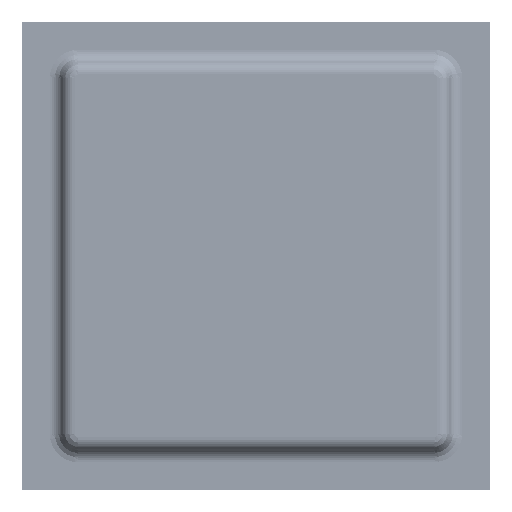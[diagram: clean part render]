
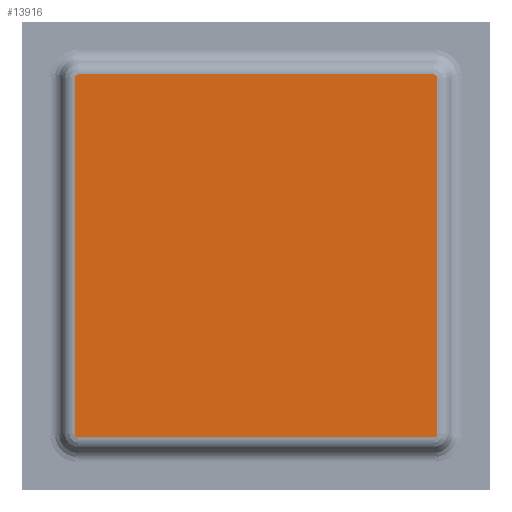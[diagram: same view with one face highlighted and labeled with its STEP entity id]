
A CAD part, top view. The second image highlights one B-rep face of the part: STEP entity #13916.
In plain terms, the highlighted face is planar.
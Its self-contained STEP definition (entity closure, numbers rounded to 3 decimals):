
#12440=CARTESIAN_POINT('',(9.307,1.4,-9.125));
#12441=CARTESIAN_POINT('',(9.307,1.4,-9.129));
#12442=CARTESIAN_POINT('',(9.307,1.4,-9.137));
#12443=CARTESIAN_POINT('',(9.306,1.4,-9.151));
#12444=CARTESIAN_POINT('',(9.303,1.4,-9.165));
#12445=CARTESIAN_POINT('',(9.299,1.4,-9.179));
#12446=CARTESIAN_POINT('',(9.294,1.4,-9.193));
#12447=CARTESIAN_POINT('',(9.288,1.4,-9.207));
#12448=CARTESIAN_POINT('',(9.281,1.4,-9.219));
#12449=CARTESIAN_POINT('',(9.273,1.4,-9.232));
#12450=CARTESIAN_POINT('',(9.264,1.4,-9.243));
#12451=CARTESIAN_POINT('',(9.254,1.4,-9.254));
#12452=CARTESIAN_POINT('',(9.243,1.4,-9.264));
#12453=CARTESIAN_POINT('',(9.232,1.4,-9.273));
#12454=CARTESIAN_POINT('',(9.219,1.4,-9.281));
#12455=CARTESIAN_POINT('',(9.207,1.4,-9.288));
#12456=CARTESIAN_POINT('',(9.193,1.4,-9.294));
#12457=CARTESIAN_POINT('',(9.179,1.4,-9.299));
#12458=CARTESIAN_POINT('',(9.165,1.4,-9.303));
#12459=CARTESIAN_POINT('',(9.151,1.4,-9.306));
#12460=CARTESIAN_POINT('',(9.137,1.4,-9.307));
#12461=CARTESIAN_POINT('',(9.129,1.4,-9.307));
#12462=CARTESIAN_POINT('',(9.125,1.4,-9.307));
#12467=DIRECTION('',(0.,0.,-1.));
#12468=VECTOR('',#12467,18.25);
#12469=CARTESIAN_POINT('',(9.307,1.4,9.125));
#12470=LINE('',#12469,#12468);
#12474=CARTESIAN_POINT('',(9.125,1.4,9.307));
#12475=CARTESIAN_POINT('',(9.129,1.4,9.307));
#12476=CARTESIAN_POINT('',(9.137,1.4,9.307));
#12477=CARTESIAN_POINT('',(9.151,1.4,9.306));
#12478=CARTESIAN_POINT('',(9.165,1.4,9.303));
#12479=CARTESIAN_POINT('',(9.179,1.4,9.299));
#12480=CARTESIAN_POINT('',(9.193,1.4,9.294));
#12481=CARTESIAN_POINT('',(9.207,1.4,9.288));
#12482=CARTESIAN_POINT('',(9.219,1.4,9.281));
#12483=CARTESIAN_POINT('',(9.232,1.4,9.273));
#12484=CARTESIAN_POINT('',(9.243,1.4,9.264));
#12485=CARTESIAN_POINT('',(9.254,1.4,9.254));
#12486=CARTESIAN_POINT('',(9.264,1.4,9.243));
#12487=CARTESIAN_POINT('',(9.273,1.4,9.232));
#12488=CARTESIAN_POINT('',(9.281,1.4,9.219));
#12489=CARTESIAN_POINT('',(9.288,1.4,9.207));
#12490=CARTESIAN_POINT('',(9.294,1.4,9.193));
#12491=CARTESIAN_POINT('',(9.299,1.4,9.179));
#12492=CARTESIAN_POINT('',(9.303,1.4,9.165));
#12493=CARTESIAN_POINT('',(9.306,1.4,9.151));
#12494=CARTESIAN_POINT('',(9.307,1.4,9.137));
#12495=CARTESIAN_POINT('',(9.307,1.4,9.129));
#12496=CARTESIAN_POINT('',(9.307,1.4,9.125));
#12501=DIRECTION('',(1.,0.,0.));
#12502=VECTOR('',#12501,18.25);
#12503=CARTESIAN_POINT('',(-9.125,1.4,9.307));
#12504=LINE('',#12503,#12502);
#12508=CARTESIAN_POINT('',(-9.307,1.4,9.125));
#12509=CARTESIAN_POINT('',(-9.307,1.4,9.129));
#12510=CARTESIAN_POINT('',(-9.307,1.4,9.137));
#12511=CARTESIAN_POINT('',(-9.306,1.4,9.151));
#12512=CARTESIAN_POINT('',(-9.303,1.4,9.165));
#12513=CARTESIAN_POINT('',(-9.299,1.4,9.179));
#12514=CARTESIAN_POINT('',(-9.294,1.4,9.193));
#12515=CARTESIAN_POINT('',(-9.288,1.4,9.207));
#12516=CARTESIAN_POINT('',(-9.281,1.4,9.219));
#12517=CARTESIAN_POINT('',(-9.273,1.4,9.232));
#12518=CARTESIAN_POINT('',(-9.264,1.4,9.243));
#12519=CARTESIAN_POINT('',(-9.254,1.4,9.254));
#12520=CARTESIAN_POINT('',(-9.243,1.4,9.264));
#12521=CARTESIAN_POINT('',(-9.232,1.4,9.273));
#12522=CARTESIAN_POINT('',(-9.219,1.4,9.281));
#12523=CARTESIAN_POINT('',(-9.207,1.4,9.288));
#12524=CARTESIAN_POINT('',(-9.193,1.4,9.294));
#12525=CARTESIAN_POINT('',(-9.179,1.4,9.299));
#12526=CARTESIAN_POINT('',(-9.165,1.4,9.303));
#12527=CARTESIAN_POINT('',(-9.151,1.4,9.306));
#12528=CARTESIAN_POINT('',(-9.137,1.4,9.307));
#12529=CARTESIAN_POINT('',(-9.129,1.4,9.307));
#12530=CARTESIAN_POINT('',(-9.125,1.4,9.307));
#12535=DIRECTION('',(0.,0.,1.));
#12536=VECTOR('',#12535,18.25);
#12537=CARTESIAN_POINT('',(-9.307,1.4,-9.125));
#12538=LINE('',#12537,#12536);
#12542=CARTESIAN_POINT('',(-9.125,1.4,-9.307));
#12543=CARTESIAN_POINT('',(-9.129,1.4,-9.307));
#12544=CARTESIAN_POINT('',(-9.137,1.4,-9.307));
#12545=CARTESIAN_POINT('',(-9.151,1.4,-9.306));
#12546=CARTESIAN_POINT('',(-9.165,1.4,-9.303));
#12547=CARTESIAN_POINT('',(-9.179,1.4,-9.299));
#12548=CARTESIAN_POINT('',(-9.193,1.4,-9.294));
#12549=CARTESIAN_POINT('',(-9.207,1.4,-9.288));
#12550=CARTESIAN_POINT('',(-9.219,1.4,-9.281));
#12551=CARTESIAN_POINT('',(-9.232,1.4,-9.273));
#12552=CARTESIAN_POINT('',(-9.243,1.4,-9.264));
#12553=CARTESIAN_POINT('',(-9.254,1.4,-9.254));
#12554=CARTESIAN_POINT('',(-9.264,1.4,-9.243));
#12555=CARTESIAN_POINT('',(-9.273,1.4,-9.232));
#12556=CARTESIAN_POINT('',(-9.281,1.4,-9.219));
#12557=CARTESIAN_POINT('',(-9.288,1.4,-9.207));
#12558=CARTESIAN_POINT('',(-9.294,1.4,-9.193));
#12559=CARTESIAN_POINT('',(-9.299,1.4,-9.179));
#12560=CARTESIAN_POINT('',(-9.303,1.4,-9.165));
#12561=CARTESIAN_POINT('',(-9.306,1.4,-9.151));
#12562=CARTESIAN_POINT('',(-9.307,1.4,-9.137));
#12563=CARTESIAN_POINT('',(-9.307,1.4,-9.129));
#12564=CARTESIAN_POINT('',(-9.307,1.4,-9.125));
#12569=DIRECTION('',(-1.,0.,0.));
#12570=VECTOR('',#12569,18.25);
#12571=CARTESIAN_POINT('',(9.125,1.4,-9.307));
#12572=LINE('',#12571,#12570);
#12630=VERTEX_POINT('',#12440);
#12631=VERTEX_POINT('',#12462);
#12632=CARTESIAN_POINT('',(-9.125,1.4,-9.307));
#12633=VERTEX_POINT('',#12632);
#12634=VERTEX_POINT('',#12564);
#12635=CARTESIAN_POINT('',(-9.307,1.4,9.125));
#12636=VERTEX_POINT('',#12635);
#12637=VERTEX_POINT('',#12530);
#12638=CARTESIAN_POINT('',(9.125,1.4,9.307));
#12639=VERTEX_POINT('',#12638);
#12640=VERTEX_POINT('',#12496);
#13901=CARTESIAN_POINT('',(0.,1.4,0.));
#13902=DIRECTION('',(0.,1.,0.));
#13903=DIRECTION('',(1.,0.,0.));
#13904=AXIS2_PLACEMENT_3D('',#13901,#13902,#13903);
#13905=PLANE('',#13904);
#13906=ORIENTED_EDGE('',*,*,#13524,.F.);
#13907=ORIENTED_EDGE('',*,*,#13538,.F.);
#13908=ORIENTED_EDGE('',*,*,#13648,.F.);
#13909=ORIENTED_EDGE('',*,*,#13662,.F.);
#13910=ORIENTED_EDGE('',*,*,#13772,.F.);
#13911=ORIENTED_EDGE('',*,*,#13786,.F.);
#13912=ORIENTED_EDGE('',*,*,#13895,.F.);
#13913=ORIENTED_EDGE('',*,*,#13413,.F.);
#13914=EDGE_LOOP('',(#13906,#13907,#13908,#13909,#13910,#13911,#13912,#13913));
#13915=FACE_OUTER_BOUND('',#13914,.F.);
#12463=B_SPLINE_CURVE_WITH_KNOTS('',3,(#12440,#12441,#12442,#12443,#12444,
#12445,#12446,#12447,#12448,#12449,#12450,#12451,#12452,#12453,#12454,#12455,
#12456,#12457,#12458,#12459,#12460,#12461,#12462),.UNSPECIFIED.,.F.,.F.,(4,1,1,
1,1,1,1,1,1,1,1,1,1,1,1,1,1,1,1,1,4),(0.,0.05,0.1,0.15,0.2,0.25,
0.3,0.35,0.4,0.45,0.5,0.55,0.6,0.65,0.7,0.75,0.8,0.85,
0.9,0.95,1.),.UNSPECIFIED.);
#12497=B_SPLINE_CURVE_WITH_KNOTS('',3,(#12474,#12475,#12476,#12477,#12478,
#12479,#12480,#12481,#12482,#12483,#12484,#12485,#12486,#12487,#12488,#12489,
#12490,#12491,#12492,#12493,#12494,#12495,#12496),.UNSPECIFIED.,.F.,.F.,(4,1,1,
1,1,1,1,1,1,1,1,1,1,1,1,1,1,1,1,1,4),(0.,0.05,0.1,0.15,0.2,0.25,
0.3,0.35,0.4,0.45,0.5,0.55,0.6,0.65,0.7,0.75,0.8,0.85,
0.9,0.95,1.),.UNSPECIFIED.);
#12531=B_SPLINE_CURVE_WITH_KNOTS('',3,(#12508,#12509,#12510,#12511,#12512,
#12513,#12514,#12515,#12516,#12517,#12518,#12519,#12520,#12521,#12522,#12523,
#12524,#12525,#12526,#12527,#12528,#12529,#12530),.UNSPECIFIED.,.F.,.F.,(4,1,1,
1,1,1,1,1,1,1,1,1,1,1,1,1,1,1,1,1,4),(0.,0.05,0.1,0.15,0.2,0.25,
0.3,0.35,0.4,0.45,0.5,0.55,0.6,0.65,0.7,0.75,0.8,0.85,
0.9,0.95,1.),.UNSPECIFIED.);
#12565=B_SPLINE_CURVE_WITH_KNOTS('',3,(#12542,#12543,#12544,#12545,#12546,
#12547,#12548,#12549,#12550,#12551,#12552,#12553,#12554,#12555,#12556,#12557,
#12558,#12559,#12560,#12561,#12562,#12563,#12564),.UNSPECIFIED.,.F.,.F.,(4,1,1,
1,1,1,1,1,1,1,1,1,1,1,1,1,1,1,1,1,4),(0.,0.05,0.1,0.15,0.2,0.25,
0.3,0.35,0.4,0.45,0.5,0.55,0.6,0.65,0.7,0.75,0.8,0.85,
0.9,0.95,1.),.UNSPECIFIED.);
#13413=EDGE_CURVE('',#12631,#12633,#12572,.T.);
#13524=EDGE_CURVE('',#12630,#12631,#12463,.T.);
#13538=EDGE_CURVE('',#12640,#12630,#12470,.T.);
#13648=EDGE_CURVE('',#12639,#12640,#12497,.T.);
#13662=EDGE_CURVE('',#12637,#12639,#12504,.T.);
#13772=EDGE_CURVE('',#12636,#12637,#12531,.T.);
#13786=EDGE_CURVE('',#12634,#12636,#12538,.T.);
#13895=EDGE_CURVE('',#12633,#12634,#12565,.T.);
#13916=ADVANCED_FACE('',(#13915),#13905,.T.);
